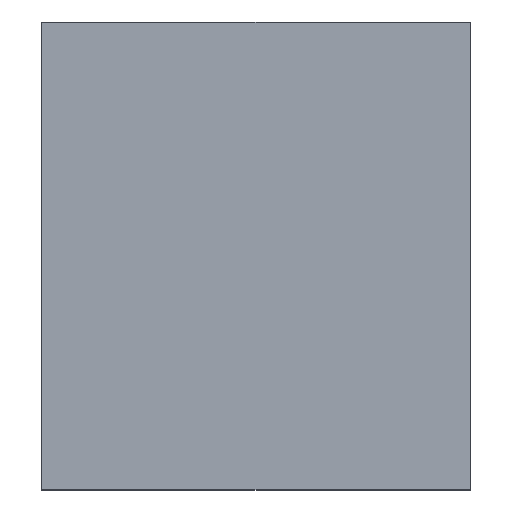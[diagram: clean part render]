
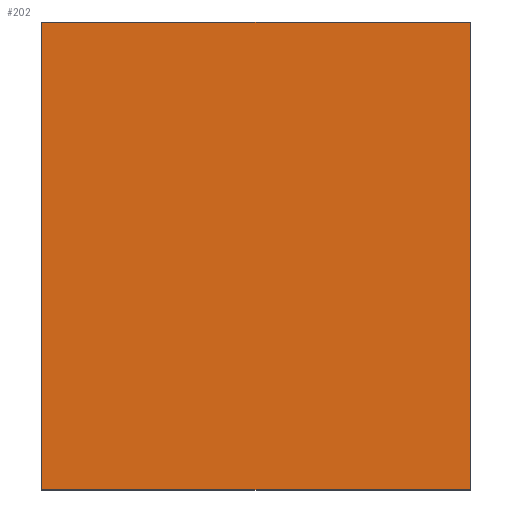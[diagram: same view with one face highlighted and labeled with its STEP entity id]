
A CAD part, top view. The second image highlights one B-rep face of the part: STEP entity #202.
In plain terms, the highlighted planar face has unit normal (0, 0, 1).
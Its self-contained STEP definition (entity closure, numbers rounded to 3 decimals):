
#13 = VERTEX_POINT ( 'NONE', #194 ) ;
#15 = EDGE_CURVE ( 'NONE', #31, #13, #106, .T. ) ;
#30 = ORIENTED_EDGE ( 'NONE', *, *, #51, .T. ) ;
#31 = VERTEX_POINT ( 'NONE', #135 ) ;
#37 = EDGE_CURVE ( 'NONE', #13, #162, #153, .T. ) ;
#45 = VECTOR ( 'NONE', #164, 1000. ) ;
#51 = EDGE_CURVE ( 'NONE', #170, #31, #168, .T. ) ;
#59 = CARTESIAN_POINT ( 'NONE',  ( 0., 1200., 16.76 ) ) ;
#60 = ORIENTED_EDGE ( 'NONE', *, *, #103, .T. ) ;
#63 = DIRECTION ( 'NONE',  ( 0., 0., -1. ) ) ;
#64 = CARTESIAN_POINT ( 'NONE',  ( 0., 0., 16.76 ) ) ;
#67 = CARTESIAN_POINT ( 'NONE',  ( 1100., 0., 16.76 ) ) ;
#81 = VECTOR ( 'NONE', #84, 1000. ) ;
#84 = DIRECTION ( 'NONE',  ( 0., 1., 0. ) ) ;
#87 = ORIENTED_EDGE ( 'NONE', *, *, #15, .T. ) ;
#95 = CARTESIAN_POINT ( 'NONE',  ( 1100., 0., 16.76 ) ) ;
#96 = VECTOR ( 'NONE', #155, 1000. ) ;
#103 = EDGE_CURVE ( 'NONE', #162, #170, #165, .T. ) ;
#106 = LINE ( 'NONE', #59, #126 ) ;
#109 = DIRECTION ( 'NONE',  ( -1., 0., 0. ) ) ;
#124 = CARTESIAN_POINT ( 'NONE',  ( 0., 0., 16.76 ) ) ;
#126 = VECTOR ( 'NONE', #139, 1000. ) ;
#135 = CARTESIAN_POINT ( 'NONE',  ( 1100., 1200., 16.76 ) ) ;
#139 = DIRECTION ( 'NONE',  ( -1., 0., 0. ) ) ;
#145 = PLANE ( 'NONE',  #160 ) ;
#153 = LINE ( 'NONE', #124, #96 ) ;
#154 = EDGE_LOOP ( 'NONE', ( #189, #60, #30, #87 ) ) ;
#155 = DIRECTION ( 'NONE',  ( 0., -1., 0. ) ) ;
#160 = AXIS2_PLACEMENT_3D ( 'NONE', #167, #63, #109 ) ;
#162 = VERTEX_POINT ( 'NONE', #64 ) ;
#164 = DIRECTION ( 'NONE',  ( 1., 0., 0. ) ) ;
#165 = LINE ( 'NONE', #182, #45 ) ;
#167 = CARTESIAN_POINT ( 'NONE',  ( 0., 0., 16.76 ) ) ;
#168 = LINE ( 'NONE', #67, #81 ) ;
#170 = VERTEX_POINT ( 'NONE', #95 ) ;
#182 = CARTESIAN_POINT ( 'NONE',  ( 0., 0., 16.76 ) ) ;
#189 = ORIENTED_EDGE ( 'NONE', *, *, #37, .T. ) ;
#194 = CARTESIAN_POINT ( 'NONE',  ( 0., 1200., 16.76 ) ) ;
#197 = FACE_OUTER_BOUND ( 'NONE', #154, .T. ) ;
#202 = ADVANCED_FACE ( 'NONE', ( #197 ), #145, .F. ) ;
